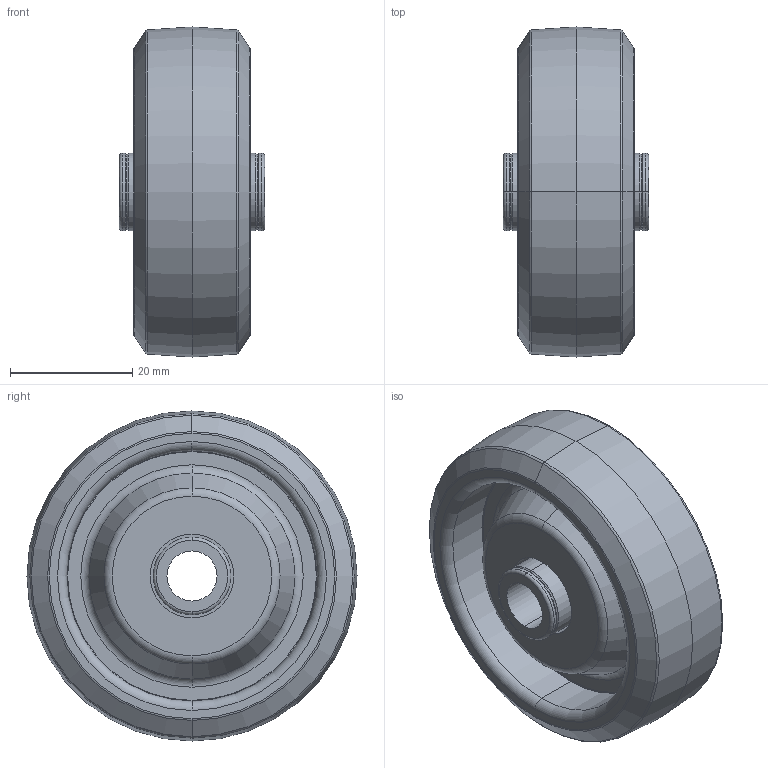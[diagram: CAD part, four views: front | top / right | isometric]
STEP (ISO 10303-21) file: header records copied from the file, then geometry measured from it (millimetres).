
FILE_DESCRIPTION (( 'STEP AP214' ), '1' );
FILE_NAME ('0011536_2300-54-08-GU.step', '2017-11-14T11:01:52', ( '' ), ( '' ), 'SwSTEP 2.0', 'SolidWorks 2016', '' );
FILE_SCHEMA (( 'AUTOMOTIVE_DESIGN' ));
Length unit declared in the file: millimetre
Products named in the file (1): 0011536_2300-54-08-GU
Bounding box: 23.8 x 54 x 54 mm (x, y, z)
Volume: 29006 mm3; surface area: 20558 mm2
Topology: 2 solids, 2 shells, 111 faces, 222 edges, 126 vertices
Faces by surface type: torus 52, cylinder 24, cone 20, plane 15
Entity records: 4178 total; most frequent: DIRECTION 624, CARTESIAN_POINT 460, ORIENTED_EDGE 444, AXIS2_PLACEMENT_3D 290, EDGE_CURVE 222, CIRCLE 178, EDGE_LOOP 126, VERTEX_POINT 126
